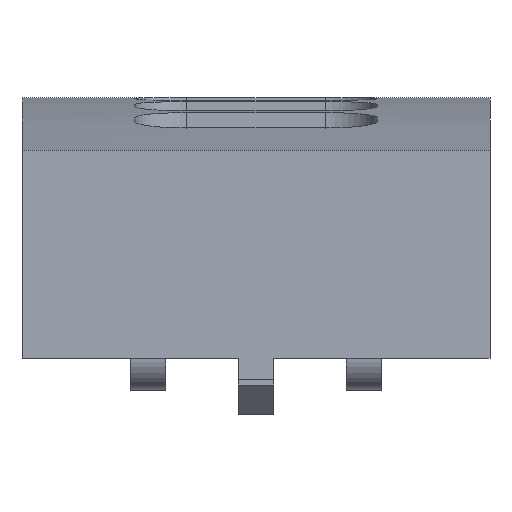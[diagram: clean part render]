
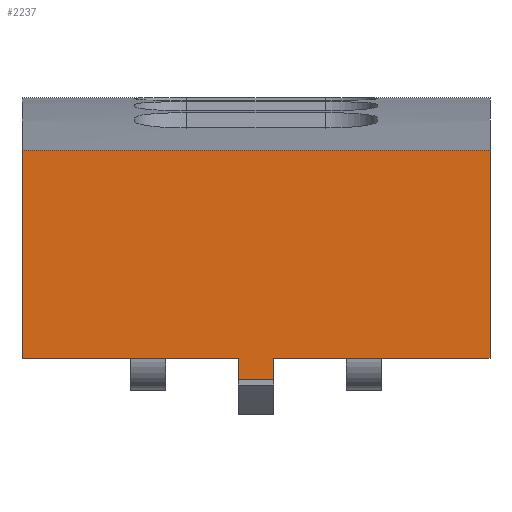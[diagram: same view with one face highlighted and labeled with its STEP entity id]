
A CAD part, front view. The second image highlights one B-rep face of the part: STEP entity #2237.
In plain terms, the highlighted planar face has unit normal (0, -1, 0).
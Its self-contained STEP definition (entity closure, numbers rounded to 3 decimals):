
#29 = CARTESIAN_POINT ( 'NONE',  ( 1.013, -40.934, 7.898 ) ) ;
#33 = VECTOR ( 'NONE', #86, 1000. ) ;
#44 = AXIS2_PLACEMENT_3D ( 'NONE', #547, #375, #727 ) ;
#57 = CARTESIAN_POINT ( 'NONE',  ( -13.5, -40.934, 6.676 ) ) ;
#76 = CARTESIAN_POINT ( 'NONE',  ( 1.013, -40.934, 6.676 ) ) ;
#85 = ORIENTED_EDGE ( 'NONE', *, *, #1358, .T. ) ;
#86 = DIRECTION ( 'NONE',  ( -1., 0., 0. ) ) ;
#90 = CARTESIAN_POINT ( 'NONE',  ( 13.5, -40.934, 19.898 ) ) ;
#111 = VERTEX_POINT ( 'NONE', #76 ) ;
#123 = VECTOR ( 'NONE', #1361, 1000. ) ;
#154 = CARTESIAN_POINT ( 'NONE',  ( -1.013, -40.934, 7.898 ) ) ;
#162 = CARTESIAN_POINT ( 'NONE',  ( -1.013, -40.934, 6. ) ) ;
#202 = PLANE ( 'NONE',  #44 ) ;
#212 = VERTEX_POINT ( 'NONE', #475 ) ;
#221 = ORIENTED_EDGE ( 'NONE', *, *, #1570, .T. ) ;
#346 = DIRECTION ( 'NONE',  ( 0., 0., -1. ) ) ;
#375 = DIRECTION ( 'NONE',  ( 0., 1., 0. ) ) ;
#395 = DIRECTION ( 'NONE',  ( 0., 0., 1. ) ) ;
#399 = EDGE_LOOP ( 'NONE', ( #484, #1313, #1637, #221, #1691, #1438, #1928, #85 ) ) ;
#404 = CARTESIAN_POINT ( 'NONE',  ( 1.013, -40.934, 6. ) ) ;
#412 = CARTESIAN_POINT ( 'NONE',  ( 13.5, -40.934, 7.898 ) ) ;
#475 = CARTESIAN_POINT ( 'NONE',  ( -13.5, -40.934, 19.898 ) ) ;
#484 = ORIENTED_EDGE ( 'NONE', *, *, #953, .F. ) ;
#547 = CARTESIAN_POINT ( 'NONE',  ( 13.5, -40.934, 19.898 ) ) ;
#553 = LINE ( 'NONE', #1558, #33 ) ;
#584 = VECTOR ( 'NONE', #1685, 1000. ) ;
#684 = EDGE_CURVE ( 'NONE', #1955, #1217, #778, .T. ) ;
#727 = DIRECTION ( 'NONE',  ( 0., 0., 1. ) ) ;
#755 = VERTEX_POINT ( 'NONE', #2187 ) ;
#778 = LINE ( 'NONE', #1246, #1677 ) ;
#854 = EDGE_CURVE ( 'NONE', #755, #111, #1260, .T. ) ;
#874 = EDGE_CURVE ( 'NONE', #2065, #1696, #2178, .T. ) ;
#953 = EDGE_CURVE ( 'NONE', #1217, #1321, #1942, .T. ) ;
#980 = DIRECTION ( 'NONE',  ( -1., 0., 0. ) ) ;
#1004 = EDGE_CURVE ( 'NONE', #1955, #212, #553, .T. ) ;
#1034 = VECTOR ( 'NONE', #980, 1000. ) ;
#1086 = DIRECTION ( 'NONE',  ( 0., 0., -1. ) ) ;
#1217 = VERTEX_POINT ( 'NONE', #1614 ) ;
#1246 = CARTESIAN_POINT ( 'NONE',  ( 13.5, -40.934, 19.898 ) ) ;
#1260 = LINE ( 'NONE', #57, #584 ) ;
#1279 = LINE ( 'NONE', #162, #2203 ) ;
#1313 = ORIENTED_EDGE ( 'NONE', *, *, #684, .F. ) ;
#1321 = VERTEX_POINT ( 'NONE', #29 ) ;
#1358 = EDGE_CURVE ( 'NONE', #111, #1321, #1478, .T. ) ;
#1361 = DIRECTION ( 'NONE',  ( 0., 0., -1. ) ) ;
#1415 = FACE_OUTER_BOUND ( 'NONE', #399, .T. ) ;
#1438 = ORIENTED_EDGE ( 'NONE', *, *, #2140, .T. ) ;
#1478 = LINE ( 'NONE', #404, #2020 ) ;
#1501 = LINE ( 'NONE', #2149, #123 ) ;
#1558 = CARTESIAN_POINT ( 'NONE',  ( 13.5, -40.934, 19.898 ) ) ;
#1570 = EDGE_CURVE ( 'NONE', #212, #1696, #1501, .T. ) ;
#1614 = CARTESIAN_POINT ( 'NONE',  ( 13.5, -40.934, 7.898 ) ) ;
#1637 = ORIENTED_EDGE ( 'NONE', *, *, #1004, .T. ) ;
#1638 = CARTESIAN_POINT ( 'NONE',  ( -13.5, -40.934, 7.898 ) ) ;
#1677 = VECTOR ( 'NONE', #1086, 1000. ) ;
#1685 = DIRECTION ( 'NONE',  ( 1., 0., 0. ) ) ;
#1691 = ORIENTED_EDGE ( 'NONE', *, *, #874, .F. ) ;
#1696 = VERTEX_POINT ( 'NONE', #1638 ) ;
#1864 = CARTESIAN_POINT ( 'NONE',  ( 13.5, -40.934, 7.898 ) ) ;
#1873 = DIRECTION ( 'NONE',  ( -1., 0., 0. ) ) ;
#1928 = ORIENTED_EDGE ( 'NONE', *, *, #854, .T. ) ;
#1942 = LINE ( 'NONE', #412, #1034 ) ;
#1955 = VERTEX_POINT ( 'NONE', #90 ) ;
#2020 = VECTOR ( 'NONE', #395, 1000. ) ;
#2049 = VECTOR ( 'NONE', #1873, 1000. ) ;
#2065 = VERTEX_POINT ( 'NONE', #154 ) ;
#2140 = EDGE_CURVE ( 'NONE', #2065, #755, #1279, .T. ) ;
#2149 = CARTESIAN_POINT ( 'NONE',  ( -13.5, -40.934, 19.898 ) ) ;
#2178 = LINE ( 'NONE', #1864, #2049 ) ;
#2187 = CARTESIAN_POINT ( 'NONE',  ( -1.013, -40.934, 6.676 ) ) ;
#2203 = VECTOR ( 'NONE', #346, 1000. ) ;
#2237 = ADVANCED_FACE ( 'NONE', ( #1415 ), #202, .F. ) ;
